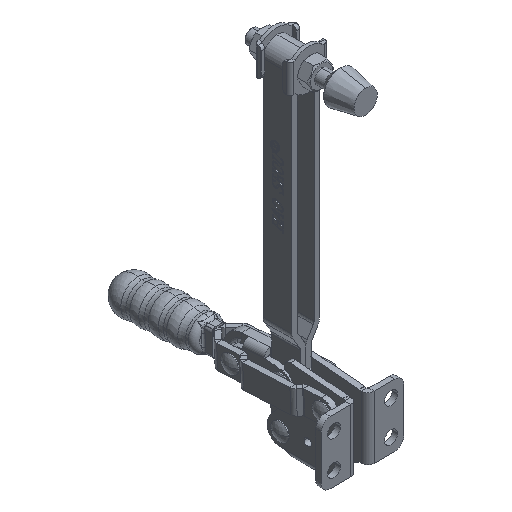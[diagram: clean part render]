
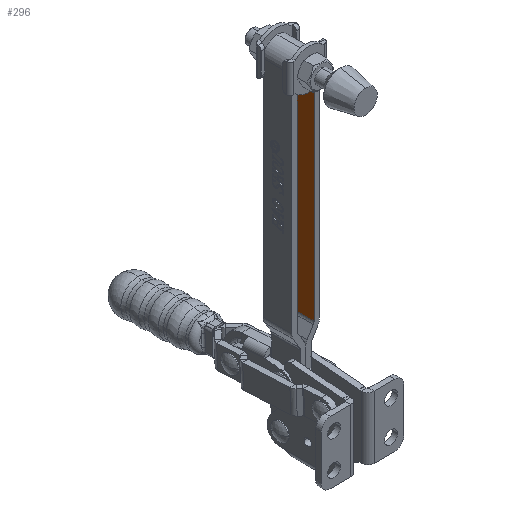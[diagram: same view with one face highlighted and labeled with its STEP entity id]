
A CAD part, isometric view. The second image highlights one B-rep face of the part: STEP entity #296.
In plain terms, the highlighted face is planar.
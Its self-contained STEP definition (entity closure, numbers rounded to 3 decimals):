
#296 = ADVANCED_FACE ( 'NONE', ( #34116 ), #26356, .F. ) ;
#5794 = EDGE_CURVE ( 'NONE', #31643, #31559, #11839, .T. ) ;
#5803 = EDGE_CURVE ( 'NONE', #31559, #25489, #11827, .T. ) ;
#5805 = EDGE_CURVE ( 'NONE', #25489, #23285, #11826, .T. ) ;
#5807 = EDGE_CURVE ( 'NONE', #23285, #31643, #11824, .T. ) ;
#7021 = DIRECTION ( 'NONE',  ( -1., 0., 0. ) ) ;
#7022 = CARTESIAN_POINT ( 'NONE',  ( 0., 9.093, 2.5 ) ) ;
#7023 = DIRECTION ( 'NONE',  ( 0., 0., -1. ) ) ;
#7026 = CARTESIAN_POINT ( 'NONE',  ( 87.054, 9.093, 0. ) ) ;
#7034 = DIRECTION ( 'NONE',  ( 1., 0., 0. ) ) ;
#7035 = CARTESIAN_POINT ( 'NONE',  ( 0., 9.093, 18.5 ) ) ;
#7043 = DIRECTION ( 'NONE',  ( 0., 0., 1. ) ) ;
#7044 = CARTESIAN_POINT ( 'NONE',  ( -37.86, 9.093, 0. ) ) ;
#8038 = AXIS2_PLACEMENT_3D ( 'NONE', #26361, #26353, #26352 ) ;
#11818 = VECTOR ( 'NONE', #7021, 1000. ) ;
#11822 = VECTOR ( 'NONE', #7023, 1000. ) ;
#11824 = LINE ( 'NONE', #7022, #11818 ) ;
#11825 = VECTOR ( 'NONE', #7034, 1000. ) ;
#11826 = LINE ( 'NONE', #7026, #11822 ) ;
#11827 = LINE ( 'NONE', #7035, #11825 ) ;
#11832 = VECTOR ( 'NONE', #7043, 1000. ) ;
#11839 = LINE ( 'NONE', #7044, #11832 ) ;
#17079 = EDGE_LOOP ( 'NONE', ( #28017, #28016, #28015, #28014 ) ) ;
#21847 = CARTESIAN_POINT ( 'NONE',  ( 87.054, 9.093, 2.5 ) ) ;
#23285 = VERTEX_POINT ( 'NONE', #21847 ) ;
#24831 = CARTESIAN_POINT ( 'NONE',  ( -37.86, 9.093, 2.5 ) ) ;
#24930 = CARTESIAN_POINT ( 'NONE',  ( -37.86, 9.093, 18.5 ) ) ;
#25062 = CARTESIAN_POINT ( 'NONE',  ( 87.054, 9.093, 18.5 ) ) ;
#25489 = VERTEX_POINT ( 'NONE', #25062 ) ;
#26352 = DIRECTION ( 'NONE',  ( 0., 0., -1. ) ) ;
#26353 = DIRECTION ( 'NONE',  ( 0., -1., 0. ) ) ;
#26356 = PLANE ( 'NONE',  #8038 ) ;
#26361 = CARTESIAN_POINT ( 'NONE',  ( 0., 9.093, 0. ) ) ;
#28014 = ORIENTED_EDGE ( 'NONE', *, *, #5794, .T. ) ;
#28015 = ORIENTED_EDGE ( 'NONE', *, *, #5807, .T. ) ;
#28016 = ORIENTED_EDGE ( 'NONE', *, *, #5805, .T. ) ;
#28017 = ORIENTED_EDGE ( 'NONE', *, *, #5803, .T. ) ;
#31559 = VERTEX_POINT ( 'NONE', #24930 ) ;
#31643 = VERTEX_POINT ( 'NONE', #24831 ) ;
#34116 = FACE_OUTER_BOUND ( 'NONE', #17079, .T. ) ;
